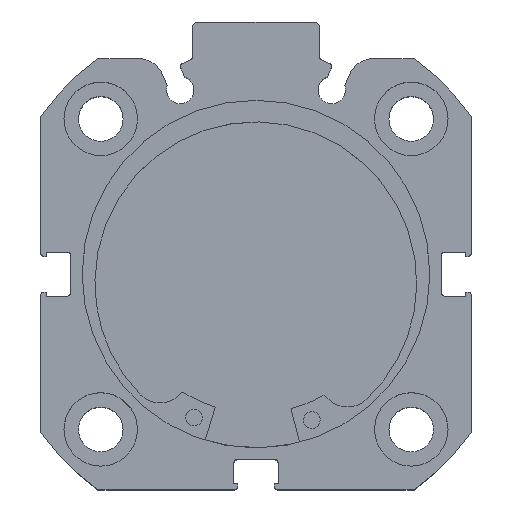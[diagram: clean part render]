
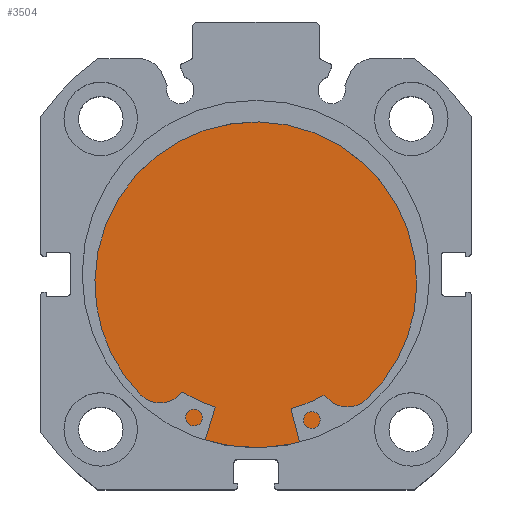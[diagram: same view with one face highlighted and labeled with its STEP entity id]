
A CAD part, top view. The second image highlights one B-rep face of the part: STEP entity #3504.
In plain terms, the highlighted face is planar.
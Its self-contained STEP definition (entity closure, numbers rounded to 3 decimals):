
#1527 = VERTEX_POINT ( 'NONE', #1693 ) ;
#1677 = CARTESIAN_POINT ( 'NONE',  ( 9., 0., 26. ) ) ;
#1693 = CARTESIAN_POINT ( 'NONE',  ( 9., 0., -26. ) ) ;
#1832 = VERTEX_POINT ( 'NONE', #1677 ) ;
#2371 = AXIS2_PLACEMENT_3D ( 'NONE', #4034, #4058, #4059 ) ;
#2527 = AXIS2_PLACEMENT_3D ( 'NONE', #4406, #4414, #4415 ) ;
#2550 = AXIS2_PLACEMENT_3D ( 'NONE', #4665, #4667, #4668 ) ;
#2700 = FACE_OUTER_BOUND ( 'NONE', #5836, .T. ) ;
#2925 = CIRCLE ( 'NONE', #2527, 26. ) ;
#3082 = CIRCLE ( 'NONE', #2550, 26. ) ;
#3504 = ADVANCED_FACE ( 'NONE', ( #2700 ), #4031, .F. ) ;
#4031 = PLANE ( 'NONE',  #2371 ) ;
#4034 = CARTESIAN_POINT ( 'NONE',  ( 9., 26., 0. ) ) ;
#4058 = DIRECTION ( 'NONE',  ( -1., 0., 0. ) ) ;
#4059 = DIRECTION ( 'NONE',  ( 0., 0., 1. ) ) ;
#4406 = CARTESIAN_POINT ( 'NONE',  ( 9., 0., 0. ) ) ;
#4414 = DIRECTION ( 'NONE',  ( -1., 0., 0. ) ) ;
#4415 = DIRECTION ( 'NONE',  ( 0., 0., 1. ) ) ;
#4665 = CARTESIAN_POINT ( 'NONE',  ( 9., 0., 0. ) ) ;
#4667 = DIRECTION ( 'NONE',  ( -1., 0., 0. ) ) ;
#4668 = DIRECTION ( 'NONE',  ( 0., 0., 1. ) ) ;
#5071 = EDGE_CURVE ( 'NONE', #1527, #1832, #2925, .T. ) ;
#5177 = EDGE_CURVE ( 'NONE', #1832, #1527, #3082, .T. ) ;
#5836 = EDGE_LOOP ( 'NONE', ( #6656, #6730 ) ) ;
#6656 = ORIENTED_EDGE ( 'NONE', *, *, #5177, .F. ) ;
#6730 = ORIENTED_EDGE ( 'NONE', *, *, #5071, .F. ) ;
